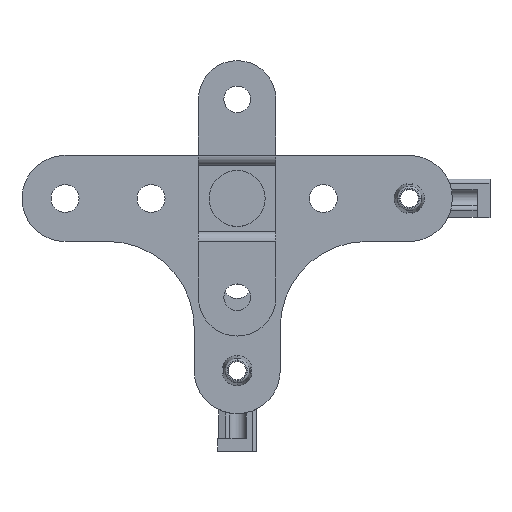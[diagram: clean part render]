
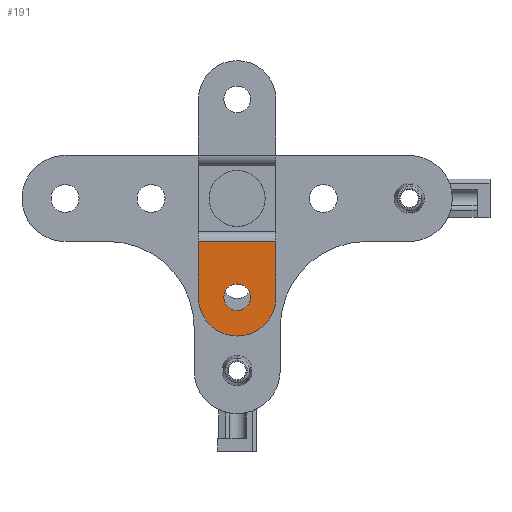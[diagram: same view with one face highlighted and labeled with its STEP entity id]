
A CAD part, top view. The second image highlights one B-rep face of the part: STEP entity #191.
In plain terms, the highlighted face is planar.
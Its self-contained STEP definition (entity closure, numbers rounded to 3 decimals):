
#185 = ORIENTED_EDGE ( 'NONE', *, *, #221, .T. ) ;
#186 = EDGE_LOOP ( 'NONE', ( #185, #3627, #3625, #3634 ) ) ;
#187 = ORIENTED_EDGE ( 'NONE', *, *, #189, .T. ) ;
#188 = ORIENTED_EDGE ( 'NONE', *, *, #2589, .T. ) ;
#189 = EDGE_CURVE ( 'NONE', #2584, #2070, #2986, .T. ) ;
#191 = ADVANCED_FACE ( 'NONE', ( #2981, #2980 ), #2979, .F. ) ;
#205 = EDGE_LOOP ( 'NONE', ( #187, #188 ) ) ;
#209 = VERTEX_POINT ( 'NONE', #3016 ) ;
#212 = VERTEX_POINT ( 'NONE', #3010 ) ;
#214 = EDGE_CURVE ( 'NONE', #209, #212, #3004, .T. ) ;
#221 = EDGE_CURVE ( 'NONE', #212, #3597, #2990, .T. ) ;
#364 = DIRECTION ( 'NONE',  ( 0., 0., 1. ) ) ;
#365 = DIRECTION ( 'NONE',  ( 0., 1., 0. ) ) ;
#366 = CARTESIAN_POINT ( 'NONE',  ( 0., 0., -23. ) ) ;
#367 = AXIS2_PLACEMENT_3D ( 'NONE', #366, #365, #364 ) ;
#368 = CIRCLE ( 'NONE', #367, 3.1 ) ;
#379 = CARTESIAN_POINT ( 'NONE',  ( 0., 0., -19.9 ) ) ;
#1268 = CARTESIAN_POINT ( 'NONE',  ( 0., 0., -23. ) ) ;
#1269 = CARTESIAN_POINT ( 'NONE',  ( 9., 0., -23. ) ) ;
#1275 = CARTESIAN_POINT ( 'NONE',  ( -9., 0., -23. ) ) ;
#1330 = DIRECTION ( 'NONE',  ( 0., 0., 1. ) ) ;
#1331 = DIRECTION ( 'NONE',  ( 0., -1., 0. ) ) ;
#1332 = AXIS2_PLACEMENT_3D ( 'NONE', #1268, #1331, #1330 ) ;
#1333 = CIRCLE ( 'NONE', #1332, 9. ) ;
#1432 = DIRECTION ( 'NONE',  ( 0., 0., -1. ) ) ;
#1433 = VECTOR ( 'NONE', #1432, 1000. ) ;
#1434 = CARTESIAN_POINT ( 'NONE',  ( 9., 0., -32. ) ) ;
#1435 = LINE ( 'NONE', #1434, #1433 ) ;
#2070 = VERTEX_POINT ( 'NONE', #3197 ) ;
#2584 = VERTEX_POINT ( 'NONE', #379 ) ;
#2589 = EDGE_CURVE ( 'NONE', #2070, #2584, #368, .T. ) ;
#2975 = DIRECTION ( 'NONE',  ( 0., 0., 1. ) ) ;
#2976 = DIRECTION ( 'NONE',  ( 0., 1., 0. ) ) ;
#2977 = CARTESIAN_POINT ( 'NONE',  ( 9., 0., -32. ) ) ;
#2978 = AXIS2_PLACEMENT_3D ( 'NONE', #2977, #2976, #2975 ) ;
#2979 = PLANE ( 'NONE',  #2978 ) ;
#2980 = FACE_OUTER_BOUND ( 'NONE', #186, .T. ) ;
#2981 = FACE_BOUND ( 'NONE', #205, .T. ) ;
#2982 = DIRECTION ( 'NONE',  ( 0., 0., 1. ) ) ;
#2983 = DIRECTION ( 'NONE',  ( 0., 1., 0. ) ) ;
#2984 = CARTESIAN_POINT ( 'NONE',  ( 0., 0., -23. ) ) ;
#2985 = AXIS2_PLACEMENT_3D ( 'NONE', #2984, #2983, #2982 ) ;
#2986 = CIRCLE ( 'NONE', #2985, 3.1 ) ;
#2987 = DIRECTION ( 'NONE',  ( 0., 0., -1. ) ) ;
#2988 = VECTOR ( 'NONE', #2987, 1000. ) ;
#2989 = CARTESIAN_POINT ( 'NONE',  ( -9., 0., -32. ) ) ;
#2990 = LINE ( 'NONE', #2989, #2988 ) ;
#3001 = DIRECTION ( 'NONE',  ( -1., 0., 0. ) ) ;
#3002 = VECTOR ( 'NONE', #3001, 1000. ) ;
#3003 = CARTESIAN_POINT ( 'NONE',  ( 9., 0., -10. ) ) ;
#3004 = LINE ( 'NONE', #3003, #3002 ) ;
#3010 = CARTESIAN_POINT ( 'NONE',  ( -9., 0., -10. ) ) ;
#3016 = CARTESIAN_POINT ( 'NONE',  ( 9., 0., -10. ) ) ;
#3197 = CARTESIAN_POINT ( 'NONE',  ( 0., 0., -26.1 ) ) ;
#3597 = VERTEX_POINT ( 'NONE', #1275 ) ;
#3600 = VERTEX_POINT ( 'NONE', #1269 ) ;
#3602 = EDGE_CURVE ( 'NONE', #3597, #3600, #1333, .T. ) ;
#3625 = ORIENTED_EDGE ( 'NONE', *, *, #3636, .F. ) ;
#3627 = ORIENTED_EDGE ( 'NONE', *, *, #3602, .T. ) ;
#3634 = ORIENTED_EDGE ( 'NONE', *, *, #214, .T. ) ;
#3636 = EDGE_CURVE ( 'NONE', #209, #3600, #1435, .T. ) ;
